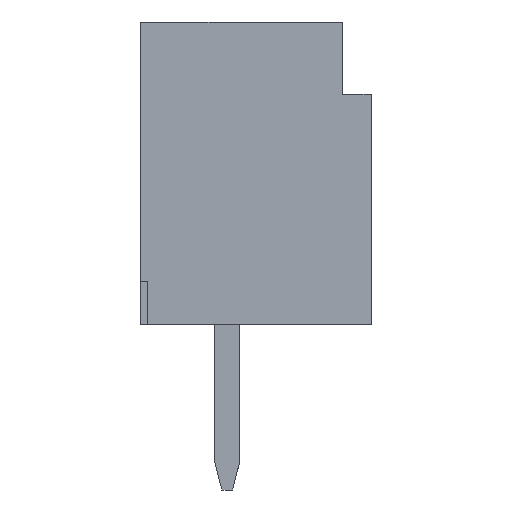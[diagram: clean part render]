
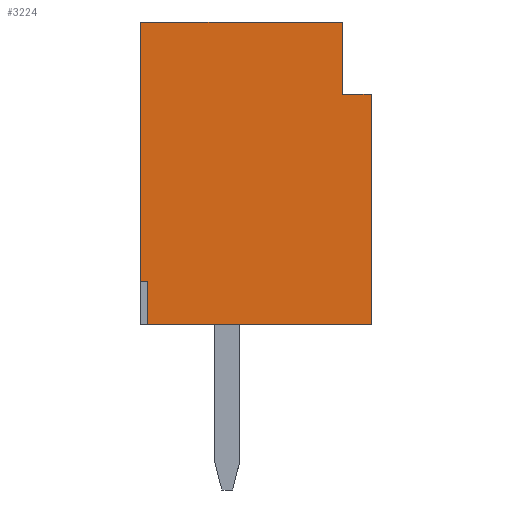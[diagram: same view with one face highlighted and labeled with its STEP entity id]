
A CAD part, left-side view. The second image highlights one B-rep face of the part: STEP entity #3224.
In plain terms, the highlighted planar face has unit normal (-1, 0, 0).
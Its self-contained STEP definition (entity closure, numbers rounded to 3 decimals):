
#330=ORIENTED_EDGE('',*,*,#1238,.F.);
#331=ORIENTED_EDGE('',*,*,#1239,.F.);
#332=ORIENTED_EDGE('',*,*,#1122,.T.);
#333=ORIENTED_EDGE('',*,*,#1210,.T.);
#334=ORIENTED_EDGE('',*,*,#1240,.F.);
#335=ORIENTED_EDGE('',*,*,#1241,.F.);
#336=ORIENTED_EDGE('',*,*,#1195,.T.);
#337=ORIENTED_EDGE('',*,*,#1018,.T.);
#1018=EDGE_CURVE('',#1484,#1483,#1789,.T.);
#1122=EDGE_CURVE('',#1580,#1579,#1893,.T.);
#1195=EDGE_CURVE('',#1651,#1484,#1966,.T.);
#1210=EDGE_CURVE('',#1579,#1665,#1981,.T.);
#1238=EDGE_CURVE('',#1683,#1483,#2009,.T.);
#1239=EDGE_CURVE('',#1580,#1683,#2010,.T.);
#1240=EDGE_CURVE('',#1684,#1665,#2011,.T.);
#1241=EDGE_CURVE('',#1651,#1684,#2012,.T.);
#1483=VERTEX_POINT('',#4450);
#1484=VERTEX_POINT('',#4452);
#1579=VERTEX_POINT('',#4659);
#1580=VERTEX_POINT('',#4661);
#1651=VERTEX_POINT('',#4807);
#1665=VERTEX_POINT('',#4836);
#1683=VERTEX_POINT('',#4885);
#1684=VERTEX_POINT('',#4888);
#1789=LINE('',#4451,#2254);
#1893=LINE('',#4660,#2358);
#1966=LINE('',#4806,#2431);
#1981=LINE('',#4837,#2446);
#2009=LINE('',#4884,#2474);
#2010=LINE('',#4886,#2475);
#2011=LINE('',#4887,#2476);
#2012=LINE('',#4889,#2477);
#2254=VECTOR('',#3609,1000.);
#2358=VECTOR('',#3731,1000.);
#2431=VECTOR('',#3808,1000.);
#2446=VECTOR('',#3825,1000.);
#2474=VECTOR('',#3857,1000.);
#2475=VECTOR('',#3858,1000.);
#2476=VECTOR('',#3859,1000.);
#2477=VECTOR('',#3860,1000.);
#2717=EDGE_LOOP('',(#330,#331,#332,#333,#334,#335,#336,#337));
#2898=FACE_BOUND('',#2717,.T.);
#3061=PLANE('',#3414);
#3224=ADVANCED_FACE('',(#2898),#3061,.T.);
#3414=AXIS2_PLACEMENT_3D('',#4883,#3855,#3856);
#3609=DIRECTION('',(0.,0.,-1.));
#3731=DIRECTION('',(0.,-1.,0.));
#3808=DIRECTION('',(0.,1.,0.));
#3825=DIRECTION('',(0.,0.,1.));
#3855=DIRECTION('',(-1.,0.,0.));
#3856=DIRECTION('',(0.,0.,1.));
#3857=DIRECTION('',(0.,1.,0.));
#3858=DIRECTION('',(0.,0.,1.));
#3859=DIRECTION('',(0.,-1.,0.));
#3860=DIRECTION('',(0.,0.,-1.));
#4450=CARTESIAN_POINT('',(-5.25,1.6,-1.5));
#4451=CARTESIAN_POINT('',(-5.25,1.6,2.1));
#4452=CARTESIAN_POINT('',(-5.25,1.6,2.1));
#4659=CARTESIAN_POINT('',(-5.25,-1.6,-2.1));
#4660=CARTESIAN_POINT('',(-5.25,1.6,-2.1));
#4661=CARTESIAN_POINT('',(-5.25,1.5,-2.1));
#4806=CARTESIAN_POINT('',(-5.25,-1.6,2.1));
#4807=CARTESIAN_POINT('',(-5.25,-1.2,2.1));
#4836=CARTESIAN_POINT('',(-5.25,-1.6,1.1));
#4837=CARTESIAN_POINT('',(-5.25,-1.6,-2.1));
#4883=CARTESIAN_POINT('',(-5.25,0.,0.));
#4884=CARTESIAN_POINT('',(-5.25,1.5,-1.5));
#4885=CARTESIAN_POINT('',(-5.25,1.5,-1.5));
#4886=CARTESIAN_POINT('',(-5.25,1.5,-2.1));
#4887=CARTESIAN_POINT('',(-5.25,-1.2,1.1));
#4888=CARTESIAN_POINT('',(-5.25,-1.2,1.1));
#4889=CARTESIAN_POINT('',(-5.25,-1.2,2.1));
